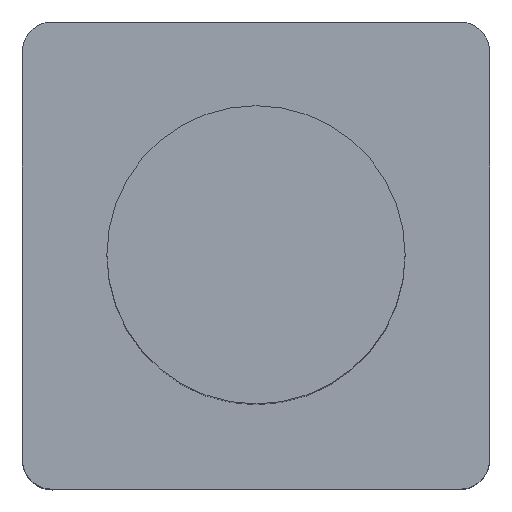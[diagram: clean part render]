
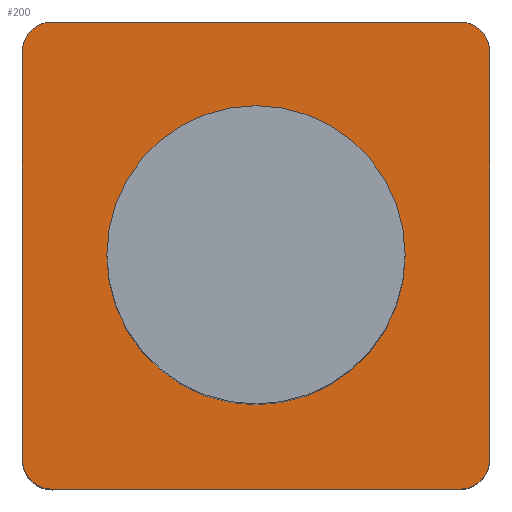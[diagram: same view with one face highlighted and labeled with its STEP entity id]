
A CAD part, top view. The second image highlights one B-rep face of the part: STEP entity #200.
In plain terms, the highlighted planar face has unit normal (0, 0, 1).
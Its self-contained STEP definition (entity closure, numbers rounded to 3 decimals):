
#19 = CARTESIAN_POINT ( 'NONE',  ( 2.35, 2.05, 0. ) ) ;
#24 = FACE_BOUND ( 'NONE', #668, .T. ) ;
#43 = VERTEX_POINT ( 'NONE', #431 ) ;
#50 = ORIENTED_EDGE ( 'NONE', *, *, #635, .T. ) ;
#52 = CARTESIAN_POINT ( 'NONE',  ( 2.35, 2.35, 0. ) ) ;
#57 = CARTESIAN_POINT ( 'NONE',  ( 0., 0., 0. ) ) ;
#65 = CARTESIAN_POINT ( 'NONE',  ( 2.05, 2.05, 0. ) ) ;
#66 = EDGE_CURVE ( 'NONE', #266, #543, #376, .T. ) ;
#75 = ORIENTED_EDGE ( 'NONE', *, *, #588, .T. ) ;
#90 = AXIS2_PLACEMENT_3D ( 'NONE', #471, #97, #518 ) ;
#93 = DIRECTION ( 'NONE',  ( -1., 0., 0. ) ) ;
#97 = DIRECTION ( 'NONE',  ( 0., 0., 1. ) ) ;
#98 = EDGE_CURVE ( 'NONE', #121, #591, #643, .T. ) ;
#104 = CARTESIAN_POINT ( 'NONE',  ( -2.05, -2.05, 0. ) ) ;
#119 = DIRECTION ( 'NONE',  ( -1., 0., 0. ) ) ;
#121 = VERTEX_POINT ( 'NONE', #337 ) ;
#125 = VECTOR ( 'NONE', #651, 1000. ) ;
#138 = VECTOR ( 'NONE', #645, 1000. ) ;
#141 = CIRCLE ( 'NONE', #90, 0.3 ) ;
#146 = EDGE_CURVE ( 'NONE', #43, #437, #602, .T. ) ;
#154 = CIRCLE ( 'NONE', #297, 0.3 ) ;
#182 = FACE_OUTER_BOUND ( 'NONE', #686, .T. ) ;
#183 = AXIS2_PLACEMENT_3D ( 'NONE', #703, #358, #93 ) ;
#200 = ADVANCED_FACE ( 'NONE', ( #182, #24 ), #239, .F. ) ;
#214 = LINE ( 'NONE', #537, #343 ) ;
#217 = CARTESIAN_POINT ( 'NONE',  ( 2.35, -2.05, 0. ) ) ;
#220 = ORIENTED_EDGE ( 'NONE', *, *, #418, .T. ) ;
#222 = DIRECTION ( 'NONE',  ( 0., -1., 0. ) ) ;
#227 = DIRECTION ( 'NONE',  ( -1., 0., 0. ) ) ;
#239 = PLANE ( 'NONE',  #417 ) ;
#266 = VERTEX_POINT ( 'NONE', #19 ) ;
#269 = CARTESIAN_POINT ( 'NONE',  ( 2.35, 2.35, 0. ) ) ;
#279 = VERTEX_POINT ( 'NONE', #287 ) ;
#285 = CIRCLE ( 'NONE', #482, 0.3 ) ;
#287 = CARTESIAN_POINT ( 'NONE',  ( 2.05, -2.35, 0. ) ) ;
#293 = CARTESIAN_POINT ( 'NONE',  ( -2.05, 2.05, 0. ) ) ;
#297 = AXIS2_PLACEMENT_3D ( 'NONE', #293, #336, #339 ) ;
#298 = DIRECTION ( 'NONE',  ( 0., 0., 1. ) ) ;
#308 = AXIS2_PLACEMENT_3D ( 'NONE', #57, #659, #119 ) ;
#310 = CARTESIAN_POINT ( 'NONE',  ( -2.35, -2.05, 0. ) ) ;
#336 = DIRECTION ( 'NONE',  ( 0., 0., 1. ) ) ;
#337 = CARTESIAN_POINT ( 'NONE',  ( 1.5, 0., 0. ) ) ;
#339 = DIRECTION ( 'NONE',  ( -1., 0., 0. ) ) ;
#340 = DIRECTION ( 'NONE',  ( 0., 0., -1. ) ) ;
#342 = VERTEX_POINT ( 'NONE', #310 ) ;
#343 = VECTOR ( 'NONE', #227, 1000. ) ;
#358 = DIRECTION ( 'NONE',  ( 0., 0., -1. ) ) ;
#367 = AXIS2_PLACEMENT_3D ( 'NONE', #65, #298, #497 ) ;
#376 = LINE ( 'NONE', #52, #395 ) ;
#387 = CARTESIAN_POINT ( 'NONE',  ( 2.05, 2.35, 0. ) ) ;
#395 = VECTOR ( 'NONE', #222, 1000. ) ;
#396 = ORIENTED_EDGE ( 'NONE', *, *, #688, .T. ) ;
#402 = DIRECTION ( 'NONE',  ( -1., 0., 0. ) ) ;
#416 = LINE ( 'NONE', #578, #138 ) ;
#417 = AXIS2_PLACEMENT_3D ( 'NONE', #612, #340, #402 ) ;
#418 = EDGE_CURVE ( 'NONE', #279, #543, #141, .T. ) ;
#431 = CARTESIAN_POINT ( 'NONE',  ( -2.05, 2.35, 0. ) ) ;
#437 = VERTEX_POINT ( 'NONE', #387 ) ;
#471 = CARTESIAN_POINT ( 'NONE',  ( 2.05, -2.05, 0. ) ) ;
#472 = CIRCLE ( 'NONE', #183, 1.5 ) ;
#473 = ORIENTED_EDGE ( 'NONE', *, *, #146, .F. ) ;
#482 = AXIS2_PLACEMENT_3D ( 'NONE', #104, #534, #594 ) ;
#487 = ORIENTED_EDGE ( 'NONE', *, *, #707, .F. ) ;
#497 = DIRECTION ( 'NONE',  ( -1., 0., 0. ) ) ;
#498 = EDGE_CURVE ( 'NONE', #279, #693, #214, .T. ) ;
#509 = EDGE_CURVE ( 'NONE', #342, #693, #285, .T. ) ;
#510 = ORIENTED_EDGE ( 'NONE', *, *, #66, .F. ) ;
#518 = DIRECTION ( 'NONE',  ( -1., 0., 0. ) ) ;
#534 = DIRECTION ( 'NONE',  ( 0., 0., 1. ) ) ;
#537 = CARTESIAN_POINT ( 'NONE',  ( 2.35, -2.35, 0. ) ) ;
#539 = ORIENTED_EDGE ( 'NONE', *, *, #98, .T. ) ;
#543 = VERTEX_POINT ( 'NONE', #217 ) ;
#576 = ORIENTED_EDGE ( 'NONE', *, *, #509, .T. ) ;
#578 = CARTESIAN_POINT ( 'NONE',  ( -2.35, 2.35, 0. ) ) ;
#588 = EDGE_CURVE ( 'NONE', #43, #705, #154, .T. ) ;
#591 = VERTEX_POINT ( 'NONE', #611 ) ;
#594 = DIRECTION ( 'NONE',  ( -1., 0., 0. ) ) ;
#602 = LINE ( 'NONE', #269, #125 ) ;
#611 = CARTESIAN_POINT ( 'NONE',  ( -1.5, 0., 0. ) ) ;
#612 = CARTESIAN_POINT ( 'NONE',  ( 0., 0., 0. ) ) ;
#617 = CIRCLE ( 'NONE', #367, 0.3 ) ;
#626 = ORIENTED_EDGE ( 'NONE', *, *, #498, .F. ) ;
#633 = CARTESIAN_POINT ( 'NONE',  ( -2.35, 2.05, 0. ) ) ;
#635 = EDGE_CURVE ( 'NONE', #266, #437, #617, .T. ) ;
#643 = CIRCLE ( 'NONE', #308, 1.5 ) ;
#645 = DIRECTION ( 'NONE',  ( 0., 1., 0. ) ) ;
#651 = DIRECTION ( 'NONE',  ( 1., 0., 0. ) ) ;
#659 = DIRECTION ( 'NONE',  ( 0., 0., -1. ) ) ;
#668 = EDGE_LOOP ( 'NONE', ( #396, #539 ) ) ;
#686 = EDGE_LOOP ( 'NONE', ( #487, #576, #626, #220, #510, #50, #473, #75 ) ) ;
#688 = EDGE_CURVE ( 'NONE', #591, #121, #472, .T. ) ;
#693 = VERTEX_POINT ( 'NONE', #697 ) ;
#697 = CARTESIAN_POINT ( 'NONE',  ( -2.05, -2.35, 0. ) ) ;
#703 = CARTESIAN_POINT ( 'NONE',  ( 0., 0., 0. ) ) ;
#705 = VERTEX_POINT ( 'NONE', #633 ) ;
#707 = EDGE_CURVE ( 'NONE', #342, #705, #416, .T. ) ;
